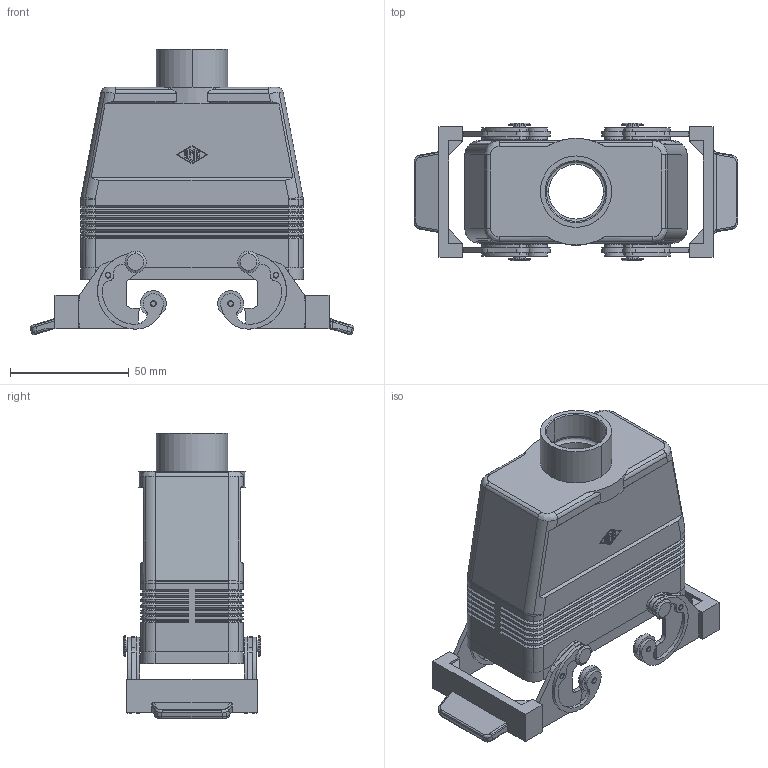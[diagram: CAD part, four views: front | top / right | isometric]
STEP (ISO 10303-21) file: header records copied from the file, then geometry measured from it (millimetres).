
FILE_DESCRIPTION((''),'2;1');
FILE_NAME('MMAV 06 G25.stp','2006-12-21T11:29:16',('gembarski'),(''),'Autodesk Inventor 7','Autodesk Inventor 7','');
FILE_SCHEMA(('AUTOMOTIVE_DESIGN { 1 0 10303 214 1 1 1 1 }'));
Length unit declared in the file: millimetre
Products named in the file (1): CAV Tüllengehäuse 2 Bügel für einen Einsatz
Bounding box: 136.29 x 58 x 120.08 mm (x, y, z)
Volume: 114932.6 mm3; surface area: 64783.2 mm2
Topology: 1 solids, 5 shells, 965 faces, 2438 edges, 1506 vertices
Faces by surface type: plane 302, bspline 285, cylinder 256, cone 102, torus 16, sphere 4
Entity records: 32195 total; most frequent: CARTESIAN_POINT 9191, ORIENTED_EDGE 4856, DIRECTION 4814, EDGE_CURVE 2428, AXIS2_PLACEMENT_3D 1715, VERTEX_POINT 1506, VECTOR 1384, LINE 1384
